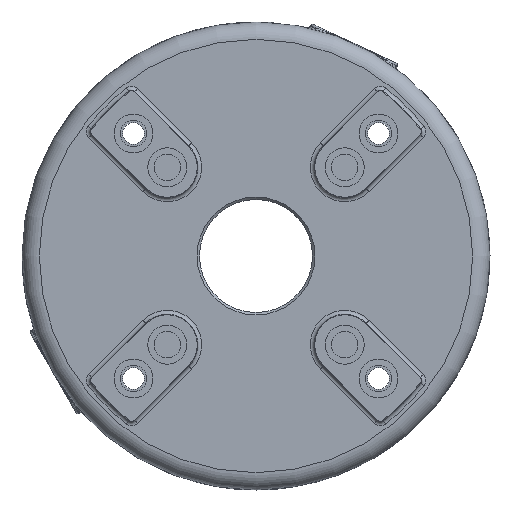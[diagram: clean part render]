
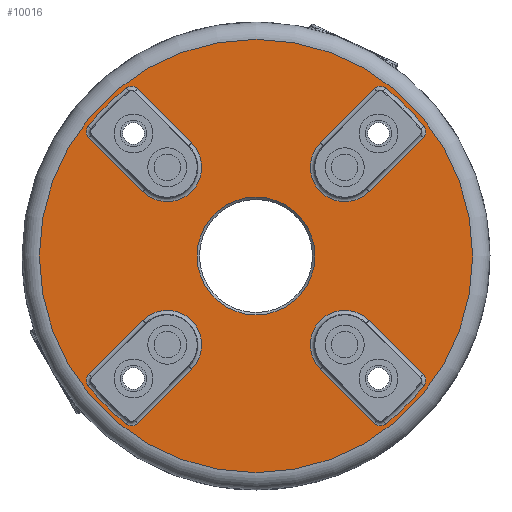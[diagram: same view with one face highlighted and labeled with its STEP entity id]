
A CAD part, left-side view. The second image highlights one B-rep face of the part: STEP entity #10016.
In plain terms, the highlighted planar face has unit normal (-1, 0, 0).
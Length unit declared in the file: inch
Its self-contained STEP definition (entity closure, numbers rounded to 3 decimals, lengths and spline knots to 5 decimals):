
#1297=LINE('',#24872,#1604);
#1300=LINE('',#24896,#1607);
#1303=LINE('',#24920,#1610);
#1304=LINE('',#24958,#1611);
#1305=LINE('',#24967,#1612);
#1306=LINE('',#24978,#1613);
#1307=LINE('',#24985,#1614);
#1308=LINE('',#24990,#1615);
#1604=VECTOR('',#14036,0.3937);
#1607=VECTOR('',#14069,0.3937);
#1610=VECTOR('',#14102,0.3937);
#1611=VECTOR('',#14129,0.3937);
#1612=VECTOR('',#14140,0.3937);
#1613=VECTOR('',#14155,0.3937);
#1614=VECTOR('',#14164,0.3937);
#1615=VECTOR('',#14167,0.3937);
#1701=PLANE('',#11325);
#1756=FACE_BOUND('',#3102,.T.);
#1757=FACE_BOUND('',#3103,.T.);
#1758=FACE_BOUND('',#3104,.T.);
#1759=FACE_BOUND('',#3105,.T.);
#1760=FACE_BOUND('',#3106,.T.);
#2399=FACE_OUTER_BOUND('',#3101,.T.);
#3101=EDGE_LOOP('',(#9167));
#3102=EDGE_LOOP('',(#9168,#9169,#9170,#9171,#9172,#9173));
#3103=EDGE_LOOP('',(#9174,#9175,#9176,#9177,#9178,#9179));
#3104=EDGE_LOOP('',(#9180));
#3105=EDGE_LOOP('',(#9181,#9182,#9183,#9184,#9185,#9186));
#3106=EDGE_LOOP('',(#9187,#9188,#9189,#9190,#9191,#9192));
#3915=CIRCLE('',#11265,3.06);
#3918=CIRCLE('',#11269,0.12);
#3924=CIRCLE('',#11280,3.06);
#3927=CIRCLE('',#11284,0.12);
#3933=CIRCLE('',#11295,3.06);
#3936=CIRCLE('',#11299,0.12);
#3945=CIRCLE('',#11311,0.4975);
#3949=CIRCLE('',#11317,0.12);
#3952=CIRCLE('',#11322,0.4975);
#3953=CIRCLE('',#11324,0.12);
#3954=CIRCLE('',#11326,3.125);
#3955=CIRCLE('',#11327,0.12);
#3956=CIRCLE('',#11328,0.4975);
#3957=CIRCLE('',#11329,3.06);
#3958=CIRCLE('',#11330,0.12);
#3959=CIRCLE('',#11331,0.85);
#3960=CIRCLE('',#11332,0.12);
#3961=CIRCLE('',#11333,0.4975);
#4843=VERTEX_POINT('',#24860);
#4844=VERTEX_POINT('',#24862);
#4845=VERTEX_POINT('',#24866);
#4846=VERTEX_POINT('',#24870);
#4849=VERTEX_POINT('',#24884);
#4850=VERTEX_POINT('',#24886);
#4851=VERTEX_POINT('',#24890);
#4852=VERTEX_POINT('',#24894);
#4855=VERTEX_POINT('',#24908);
#4856=VERTEX_POINT('',#24910);
#4857=VERTEX_POINT('',#24914);
#4858=VERTEX_POINT('',#24918);
#4862=VERTEX_POINT('',#24950);
#4863=VERTEX_POINT('',#24952);
#4864=VERTEX_POINT('',#24956);
#4865=VERTEX_POINT('',#24960);
#4866=VERTEX_POINT('',#24964);
#4867=VERTEX_POINT('',#24966);
#4868=VERTEX_POINT('',#24974);
#4869=VERTEX_POINT('',#24976);
#4870=VERTEX_POINT('',#24977);
#4871=VERTEX_POINT('',#24981);
#4872=VERTEX_POINT('',#24983);
#4873=VERTEX_POINT('',#24986);
#4874=VERTEX_POINT('',#24988);
#4875=VERTEX_POINT('',#24989);
#6310=EDGE_CURVE('',#4843,#4844,#3915,.T.);
#6313=EDGE_CURVE('',#4845,#4843,#3918,.T.);
#6315=EDGE_CURVE('',#4846,#4845,#1297,.T.);
#6322=EDGE_CURVE('',#4849,#4850,#3924,.T.);
#6325=EDGE_CURVE('',#4851,#4849,#3927,.T.);
#6327=EDGE_CURVE('',#4852,#4851,#1300,.T.);
#6334=EDGE_CURVE('',#4855,#4856,#3933,.T.);
#6337=EDGE_CURVE('',#4857,#4855,#3936,.T.);
#6339=EDGE_CURVE('',#4858,#4857,#1303,.T.);
#6347=EDGE_CURVE('',#4862,#4863,#3945,.T.);
#6350=EDGE_CURVE('',#4864,#4862,#1304,.T.);
#6352=EDGE_CURVE('',#4865,#4864,#3949,.T.);
#6354=EDGE_CURVE('',#4866,#4867,#1305,.T.);
#6356=EDGE_CURVE('',#4867,#4858,#3952,.T.);
#6357=EDGE_CURVE('',#4856,#4866,#3953,.T.);
#6358=EDGE_CURVE('',#4868,#4868,#3954,.T.);
#6359=EDGE_CURVE('',#4869,#4870,#1306,.T.);
#6360=EDGE_CURVE('',#4850,#4869,#3955,.T.);
#6361=EDGE_CURVE('',#4870,#4852,#3956,.T.);
#6362=EDGE_CURVE('',#4871,#4865,#3957,.T.);
#6363=EDGE_CURVE('',#4872,#4871,#3958,.T.);
#6364=EDGE_CURVE('',#4863,#4872,#1307,.T.);
#6365=EDGE_CURVE('',#4873,#4873,#3959,.T.);
#6366=EDGE_CURVE('',#4874,#4875,#1308,.T.);
#6367=EDGE_CURVE('',#4844,#4874,#3960,.T.);
#6368=EDGE_CURVE('',#4875,#4846,#3961,.T.);
#9167=ORIENTED_EDGE('',*,*,#6358,.F.);
#9168=ORIENTED_EDGE('',*,*,#6359,.F.);
#9169=ORIENTED_EDGE('',*,*,#6360,.F.);
#9170=ORIENTED_EDGE('',*,*,#6322,.F.);
#9171=ORIENTED_EDGE('',*,*,#6325,.F.);
#9172=ORIENTED_EDGE('',*,*,#6327,.F.);
#9173=ORIENTED_EDGE('',*,*,#6361,.F.);
#9174=ORIENTED_EDGE('',*,*,#6350,.F.);
#9175=ORIENTED_EDGE('',*,*,#6352,.F.);
#9176=ORIENTED_EDGE('',*,*,#6362,.F.);
#9177=ORIENTED_EDGE('',*,*,#6363,.F.);
#9178=ORIENTED_EDGE('',*,*,#6364,.F.);
#9179=ORIENTED_EDGE('',*,*,#6347,.F.);
#9180=ORIENTED_EDGE('',*,*,#6365,.T.);
#9181=ORIENTED_EDGE('',*,*,#6366,.F.);
#9182=ORIENTED_EDGE('',*,*,#6367,.F.);
#9183=ORIENTED_EDGE('',*,*,#6310,.F.);
#9184=ORIENTED_EDGE('',*,*,#6313,.F.);
#9185=ORIENTED_EDGE('',*,*,#6315,.F.);
#9186=ORIENTED_EDGE('',*,*,#6368,.F.);
#9187=ORIENTED_EDGE('',*,*,#6354,.F.);
#9188=ORIENTED_EDGE('',*,*,#6357,.F.);
#9189=ORIENTED_EDGE('',*,*,#6334,.F.);
#9190=ORIENTED_EDGE('',*,*,#6337,.F.);
#9191=ORIENTED_EDGE('',*,*,#6339,.F.);
#9192=ORIENTED_EDGE('',*,*,#6356,.F.);
#10016=ADVANCED_FACE('',(#2399,#1756,#1757,#1758,#1759,#1760),#1701,.T.);
#11265=AXIS2_PLACEMENT_3D('',#24863,#14022,#14023);
#11269=AXIS2_PLACEMENT_3D('',#24868,#14030,#14031);
#11280=AXIS2_PLACEMENT_3D('',#24887,#14055,#14056);
#11284=AXIS2_PLACEMENT_3D('',#24892,#14063,#14064);
#11295=AXIS2_PLACEMENT_3D('',#24911,#14088,#14089);
#11299=AXIS2_PLACEMENT_3D('',#24916,#14096,#14097);
#11311=AXIS2_PLACEMENT_3D('',#24953,#14121,#14122);
#11317=AXIS2_PLACEMENT_3D('',#24962,#14134,#14135);
#11322=AXIS2_PLACEMENT_3D('',#24970,#14145,#14146);
#11324=AXIS2_PLACEMENT_3D('',#24972,#14149,#14150);
#11325=AXIS2_PLACEMENT_3D('',#24973,#14151,#14152);
#11326=AXIS2_PLACEMENT_3D('',#24975,#14153,#14154);
#11327=AXIS2_PLACEMENT_3D('',#24979,#14156,#14157);
#11328=AXIS2_PLACEMENT_3D('',#24980,#14158,#14159);
#11329=AXIS2_PLACEMENT_3D('',#24982,#14160,#14161);
#11330=AXIS2_PLACEMENT_3D('',#24984,#14162,#14163);
#11331=AXIS2_PLACEMENT_3D('',#24987,#14165,#14166);
#11332=AXIS2_PLACEMENT_3D('',#24991,#14168,#14169);
#11333=AXIS2_PLACEMENT_3D('',#24992,#14170,#14171);
#14022=DIRECTION('center_axis',(-1.,0.,0.));
#14023=DIRECTION('ref_axis',(0.,0.707,-0.707));
#14030=DIRECTION('center_axis',(-1.,0.,0.));
#14031=DIRECTION('ref_axis',(0.,0.998,0.064));
#14036=DIRECTION('',(0.,0.707,-0.707));
#14055=DIRECTION('center_axis',(-1.,0.,0.));
#14056=DIRECTION('ref_axis',(0.,-0.707,0.707));
#14063=DIRECTION('center_axis',(-1.,0.,0.));
#14064=DIRECTION('ref_axis',(0.,-0.998,-0.064));
#14069=DIRECTION('',(0.,-0.707,0.707));
#14088=DIRECTION('center_axis',(-1.,0.,0.));
#14089=DIRECTION('ref_axis',(0.,0.707,0.707));
#14096=DIRECTION('center_axis',(-1.,0.,0.));
#14097=DIRECTION('ref_axis',(0.,-0.064,0.998));
#14102=DIRECTION('',(0.,0.707,0.707));
#14121=DIRECTION('center_axis',(-1.,0.,0.));
#14122=DIRECTION('ref_axis',(0.,0.707,0.707));
#14129=DIRECTION('',(0.,0.707,0.707));
#14134=DIRECTION('center_axis',(-1.,0.,0.));
#14135=DIRECTION('ref_axis',(0.,-0.998,0.064));
#14140=DIRECTION('',(0.,-0.707,-0.707));
#14145=DIRECTION('center_axis',(-1.,0.,0.));
#14146=DIRECTION('ref_axis',(0.,-0.707,-0.707));
#14149=DIRECTION('center_axis',(-1.,0.,0.));
#14150=DIRECTION('ref_axis',(0.,0.998,-0.064));
#14151=DIRECTION('center_axis',(-1.,0.,0.));
#14152=DIRECTION('ref_axis',(0.,0.,1.));
#14153=DIRECTION('center_axis',(1.,0.,0.));
#14154=DIRECTION('ref_axis',(0.,1.,0.));
#14155=DIRECTION('',(0.,0.707,-0.707));
#14156=DIRECTION('center_axis',(-1.,0.,0.));
#14157=DIRECTION('ref_axis',(0.,0.064,0.998));
#14158=DIRECTION('center_axis',(-1.,0.,0.));
#14159=DIRECTION('ref_axis',(0.,0.707,-0.707));
#14160=DIRECTION('center_axis',(-1.,0.,0.));
#14161=DIRECTION('ref_axis',(0.,-0.707,-0.707));
#14162=DIRECTION('center_axis',(-1.,0.,0.));
#14163=DIRECTION('ref_axis',(0.,0.064,-0.998));
#14164=DIRECTION('',(0.,-0.707,-0.707));
#14165=DIRECTION('center_axis',(1.,0.,0.));
#14166=DIRECTION('ref_axis',(0.,1.,0.));
#14167=DIRECTION('',(0.,-0.707,0.707));
#14168=DIRECTION('center_axis',(-1.,0.,0.));
#14169=DIRECTION('ref_axis',(0.,-0.064,-0.998));
#14170=DIRECTION('center_axis',(-1.,0.,0.));
#14171=DIRECTION('ref_axis',(0.,-0.707,0.707));
#24860=CARTESIAN_POINT('',(0.,2.42366,-1.86801));
#24862=CARTESIAN_POINT('',(0.,1.86801,-2.42366));
#24863=CARTESIAN_POINT('Origin',(0.,0.,0.));
#24866=CARTESIAN_POINT('',(0.,2.41347,-1.7099));
#24868=CARTESIAN_POINT('Origin',(0.,2.32862,-1.79475));
#24870=CARTESIAN_POINT('',(0.,1.63165,-0.92808));
#24872=CARTESIAN_POINT('',(0.,1.89798,-1.19441));
#24884=CARTESIAN_POINT('',(0.,-2.42366,1.86801));
#24886=CARTESIAN_POINT('',(0.,-1.86801,2.42366));
#24887=CARTESIAN_POINT('Origin',(0.,0.,0.));
#24890=CARTESIAN_POINT('',(0.,-2.41347,1.7099));
#24892=CARTESIAN_POINT('Origin',(0.,-2.32862,1.79475));
#24894=CARTESIAN_POINT('',(0.,-1.63165,0.92808));
#24896=CARTESIAN_POINT('',(0.,-0.90423,0.20066));
#24908=CARTESIAN_POINT('',(0.,1.86801,2.42366));
#24910=CARTESIAN_POINT('',(0.,2.42366,1.86801));
#24911=CARTESIAN_POINT('Origin',(0.,0.,0.));
#24914=CARTESIAN_POINT('',(0.,1.7099,2.41347));
#24916=CARTESIAN_POINT('Origin',(0.,1.79475,2.32862));
#24918=CARTESIAN_POINT('',(0.,0.92808,1.63165));
#24920=CARTESIAN_POINT('',(0.,1.19441,1.89798));
#24950=CARTESIAN_POINT('',(0.,-1.63165,-0.92808));
#24952=CARTESIAN_POINT('',(0.,-0.92808,-1.63165));
#24953=CARTESIAN_POINT('Origin',(0.,-1.27986,-1.27986));
#24956=CARTESIAN_POINT('',(0.,-2.41347,-1.7099));
#24958=CARTESIAN_POINT('',(0.,-0.49484,0.20873));
#24960=CARTESIAN_POINT('',(0.,-2.42366,-1.86801));
#24962=CARTESIAN_POINT('Origin',(0.,-2.32862,-1.79475));
#24964=CARTESIAN_POINT('',(0.,2.41347,1.7099));
#24966=CARTESIAN_POINT('',(0.,1.63165,0.92808));
#24967=CARTESIAN_POINT('',(0.,1.48859,0.78502));
#24970=CARTESIAN_POINT('Origin',(0.,1.27986,1.27986));
#24972=CARTESIAN_POINT('Origin',(0.,2.32862,1.79475));
#24973=CARTESIAN_POINT('Origin',(0.,1.9875,0.));
#24974=CARTESIAN_POINT('',(0.,3.125,0.));
#24975=CARTESIAN_POINT('Origin',(0.,0.,0.));
#24976=CARTESIAN_POINT('',(0.,-1.7099,2.41347));
#24977=CARTESIAN_POINT('',(0.,-0.92808,1.63165));
#24978=CARTESIAN_POINT('',(0.,0.20873,0.49484));
#24979=CARTESIAN_POINT('Origin',(0.,-1.79475,2.32862));
#24980=CARTESIAN_POINT('Origin',(0.,-1.27986,1.27986));
#24981=CARTESIAN_POINT('',(0.,-1.86801,-2.42366));
#24982=CARTESIAN_POINT('Origin',(0.,0.,0.));
#24983=CARTESIAN_POINT('',(0.,-1.7099,-2.41347));
#24984=CARTESIAN_POINT('Origin',(0.,-1.79475,-2.32862));
#24985=CARTESIAN_POINT('',(0.,-0.20066,-0.90423));
#24986=CARTESIAN_POINT('',(0.,0.85,0.));
#24987=CARTESIAN_POINT('Origin',(0.,0.,0.));
#24988=CARTESIAN_POINT('',(0.,1.7099,-2.41347));
#24989=CARTESIAN_POINT('',(0.,0.92808,-1.63165));
#24990=CARTESIAN_POINT('',(0.,0.78502,-1.48859));
#24991=CARTESIAN_POINT('Origin',(0.,1.79475,-2.32862));
#24992=CARTESIAN_POINT('Origin',(0.,1.27986,-1.27986));
